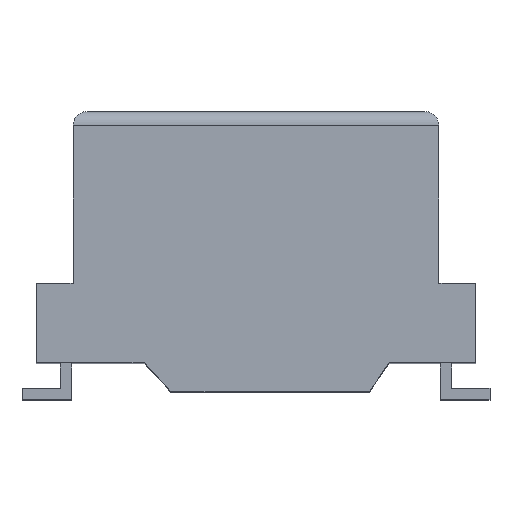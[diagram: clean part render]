
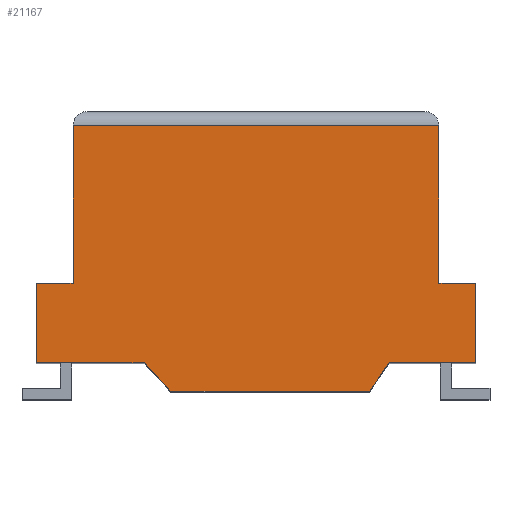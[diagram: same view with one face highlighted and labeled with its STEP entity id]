
A CAD part, top view. The second image highlights one B-rep face of the part: STEP entity #21167.
In plain terms, the highlighted planar face has unit normal (0, 0, -1).
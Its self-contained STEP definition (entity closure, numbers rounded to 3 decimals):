
#50 = ORIENTED_EDGE ( 'NONE', *, *, #9900, .T. ) ;
#121 = CARTESIAN_POINT ( 'NONE',  ( -7.75, 0., 9.3 ) ) ;
#351 = VERTEX_POINT ( 'NONE', #14780 ) ;
#530 = VECTOR ( 'NONE', #5151, 1000. ) ;
#655 = DIRECTION ( 'NONE',  ( 0., 1., 0. ) ) ;
#1161 = DIRECTION ( 'NONE',  ( 0., -1., 0. ) ) ;
#1367 = EDGE_CURVE ( 'NONE', #7113, #6268, #20512, .T. ) ;
#1531 = CARTESIAN_POINT ( 'NONE',  ( -6.45, 3.8, 9.3 ) ) ;
#1776 = VERTEX_POINT ( 'NONE', #20947 ) ;
#2303 = CARTESIAN_POINT ( 'NONE',  ( -3., 0., 9.3 ) ) ;
#2507 = LINE ( 'NONE', #19893, #4580 ) ;
#2646 = CARTESIAN_POINT ( 'NONE',  ( -6.45, 9.36, 9.3 ) ) ;
#3288 = LINE ( 'NONE', #17052, #21717 ) ;
#3416 = FACE_OUTER_BOUND ( 'NONE', #13248, .T. ) ;
#3431 = EDGE_CURVE ( 'NONE', #1776, #13257, #12427, .T. ) ;
#3531 = PLANE ( 'NONE',  #18829 ) ;
#3560 = CARTESIAN_POINT ( 'NONE',  ( 6.45, 3.8, 9.3 ) ) ;
#3595 = CARTESIAN_POINT ( 'NONE',  ( -7.75, 9.36, 9.3 ) ) ;
#4401 = DIRECTION ( 'NONE',  ( 1., 0., 0. ) ) ;
#4494 = CARTESIAN_POINT ( 'NONE',  ( 6.45, 9.36, 9.3 ) ) ;
#4580 = VECTOR ( 'NONE', #20125, 1000. ) ;
#4845 = VERTEX_POINT ( 'NONE', #4494 ) ;
#5151 = DIRECTION ( 'NONE',  ( 1., 0., 0. ) ) ;
#5468 = DIRECTION ( 'NONE',  ( 0., -1., 0. ) ) ;
#6268 = VERTEX_POINT ( 'NONE', #2646 ) ;
#6563 = CARTESIAN_POINT ( 'NONE',  ( -3., 0., 9.3 ) ) ;
#6630 = VERTEX_POINT ( 'NONE', #20471 ) ;
#6744 = VERTEX_POINT ( 'NONE', #17198 ) ;
#6795 = LINE ( 'NONE', #3560, #21713 ) ;
#7113 = VERTEX_POINT ( 'NONE', #10112 ) ;
#7550 = VERTEX_POINT ( 'NONE', #11249 ) ;
#7920 = ORIENTED_EDGE ( 'NONE', *, *, #22537, .F. ) ;
#7935 = VECTOR ( 'NONE', #1161, 1000. ) ;
#7958 = VECTOR ( 'NONE', #15217, 1000. ) ;
#8570 = ORIENTED_EDGE ( 'NONE', *, *, #21452, .F. ) ;
#8725 = ORIENTED_EDGE ( 'NONE', *, *, #11559, .F. ) ;
#8960 = EDGE_CURVE ( 'NONE', #7113, #14115, #17854, .T. ) ;
#8985 = ORIENTED_EDGE ( 'NONE', *, *, #1367, .T. ) ;
#9660 = CARTESIAN_POINT ( 'NONE',  ( -6.45, 9.86, 9.3 ) ) ;
#9900 = EDGE_CURVE ( 'NONE', #6268, #4845, #17930, .T. ) ;
#10036 = CARTESIAN_POINT ( 'NONE',  ( 6.45, 9.86, 9.3 ) ) ;
#10112 = CARTESIAN_POINT ( 'NONE',  ( -6.45, 3.8, 9.3 ) ) ;
#10404 = DIRECTION ( 'NONE',  ( 0., 1., 0. ) ) ;
#11240 = CARTESIAN_POINT ( 'NONE',  ( -7.75, 3.8, 9.3 ) ) ;
#11249 = CARTESIAN_POINT ( 'NONE',  ( 6.45, 3.8, 9.3 ) ) ;
#11482 = ORIENTED_EDGE ( 'NONE', *, *, #22078, .T. ) ;
#11559 = EDGE_CURVE ( 'NONE', #18357, #351, #13647, .T. ) ;
#12427 = LINE ( 'NONE', #121, #22733 ) ;
#12454 = EDGE_CURVE ( 'NONE', #6630, #351, #23164, .T. ) ;
#12955 = CARTESIAN_POINT ( 'NONE',  ( 4.695, 1., 9.3 ) ) ;
#13136 = VERTEX_POINT ( 'NONE', #13350 ) ;
#13248 = EDGE_LOOP ( 'NONE', ( #50, #11482, #7920, #16569, #8725, #15033, #19359, #14506, #8570, #20040, #22087, #8985 ) ) ;
#13257 = VERTEX_POINT ( 'NONE', #2303 ) ;
#13350 = CARTESIAN_POINT ( 'NONE',  ( -7.75, 1., 9.3 ) ) ;
#13647 = LINE ( 'NONE', #18881, #19086 ) ;
#14115 = VERTEX_POINT ( 'NONE', #11240 ) ;
#14499 = VECTOR ( 'NONE', #15972, 1000. ) ;
#14506 = ORIENTED_EDGE ( 'NONE', *, *, #17855, .T. ) ;
#14780 = CARTESIAN_POINT ( 'NONE',  ( 7.75, 1., 9.3 ) ) ;
#15033 = ORIENTED_EDGE ( 'NONE', *, *, #17050, .T. ) ;
#15217 = DIRECTION ( 'NONE',  ( -0.687, 0.727, 0. ) ) ;
#15548 = DIRECTION ( 'NONE',  ( 0., 0., -1. ) ) ;
#15972 = DIRECTION ( 'NONE',  ( 1., 0., 0. ) ) ;
#16311 = EDGE_CURVE ( 'NONE', #13136, #14115, #3288, .T. ) ;
#16569 = ORIENTED_EDGE ( 'NONE', *, *, #12454, .T. ) ;
#16985 = LINE ( 'NONE', #6563, #7958 ) ;
#17050 = EDGE_CURVE ( 'NONE', #18357, #1776, #2507, .T. ) ;
#17052 = CARTESIAN_POINT ( 'NONE',  ( -7.75, 9.86, 9.3 ) ) ;
#17198 = CARTESIAN_POINT ( 'NONE',  ( -3.945, 1., 9.3 ) ) ;
#17446 = LINE ( 'NONE', #21177, #530 ) ;
#17516 = VECTOR ( 'NONE', #5468, 1000. ) ;
#17653 = DIRECTION ( 'NONE',  ( -1., 0., 0. ) ) ;
#17854 = LINE ( 'NONE', #1531, #19426 ) ;
#17855 = EDGE_CURVE ( 'NONE', #13257, #6744, #16985, .T. ) ;
#17930 = LINE ( 'NONE', #3595, #14499 ) ;
#18357 = VERTEX_POINT ( 'NONE', #12955 ) ;
#18829 = AXIS2_PLACEMENT_3D ( 'NONE', #23161, #15548, #17653 ) ;
#18881 = CARTESIAN_POINT ( 'NONE',  ( 4.695, 1., 9.3 ) ) ;
#19086 = VECTOR ( 'NONE', #4401, 1000. ) ;
#19359 = ORIENTED_EDGE ( 'NONE', *, *, #3431, .T. ) ;
#19426 = VECTOR ( 'NONE', #23154, 1000. ) ;
#19558 = LINE ( 'NONE', #10036, #7935 ) ;
#19733 = DIRECTION ( 'NONE',  ( -1., 0., 0. ) ) ;
#19893 = CARTESIAN_POINT ( 'NONE',  ( 4.695, 1., 9.3 ) ) ;
#20040 = ORIENTED_EDGE ( 'NONE', *, *, #16311, .T. ) ;
#20125 = DIRECTION ( 'NONE',  ( -0.571, -0.821, 0. ) ) ;
#20471 = CARTESIAN_POINT ( 'NONE',  ( 7.75, 3.8, 9.3 ) ) ;
#20512 = LINE ( 'NONE', #9660, #22307 ) ;
#20947 = CARTESIAN_POINT ( 'NONE',  ( 4., 0., 9.3 ) ) ;
#21080 = DIRECTION ( 'NONE',  ( -1., 0., 0. ) ) ;
#21167 = ADVANCED_FACE ( 'NONE', ( #3416 ), #3531, .T. ) ;
#21177 = CARTESIAN_POINT ( 'NONE',  ( 4.695, 1., 9.3 ) ) ;
#21452 = EDGE_CURVE ( 'NONE', #13136, #6744, #17446, .T. ) ;
#21492 = CARTESIAN_POINT ( 'NONE',  ( 7.75, 9.86, 9.3 ) ) ;
#21713 = VECTOR ( 'NONE', #21080, 1000. ) ;
#21717 = VECTOR ( 'NONE', #10404, 1000. ) ;
#22078 = EDGE_CURVE ( 'NONE', #4845, #7550, #19558, .T. ) ;
#22087 = ORIENTED_EDGE ( 'NONE', *, *, #8960, .F. ) ;
#22307 = VECTOR ( 'NONE', #655, 1000. ) ;
#22537 = EDGE_CURVE ( 'NONE', #6630, #7550, #6795, .T. ) ;
#22733 = VECTOR ( 'NONE', #19733, 1000. ) ;
#23154 = DIRECTION ( 'NONE',  ( -1., 0., 0. ) ) ;
#23161 = CARTESIAN_POINT ( 'NONE',  ( -7.75, 9.86, 9.3 ) ) ;
#23164 = LINE ( 'NONE', #21492, #17516 ) ;
